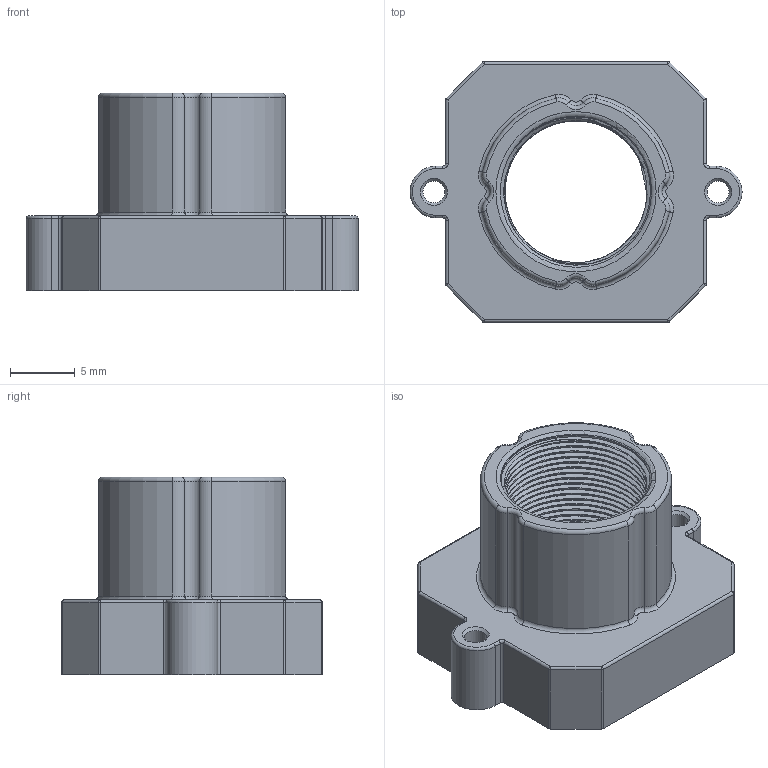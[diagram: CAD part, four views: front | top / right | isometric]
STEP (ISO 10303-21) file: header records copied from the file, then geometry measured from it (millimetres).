
FILE_DESCRIPTION(/* description */ (''),/* implementation_level */ '2;1');
FILE_NAME(/* name */ 'lensholder_22mm.step',/* time_stamp */ '2016-12-09T15:37:45+01:00',/* author */ ('emilf'),/* organization */ (''),/* preprocessor_version */ 'ST-DEVELOPER v16.1',/* originating_system */ 'Autodesk Inventor 2016',/* authorisation */ '');
FILE_SCHEMA (('AUTOMOTIVE_DESIGN { 1 0 10303 214 3 1 1 }'));
Length unit declared in the file: millimetre
Products named in the file (1): lens_holder_1
Bounding box: 25.7 x 20.2 x 15.3 mm (x, y, z)
Volume: 1403.7 mm3; surface area: 2532.6 mm2
Topology: 1 solids, 1 shells, 139 faces, 332 edges, 198 vertices
Faces by surface type: cylinder 48, torus 39, plane 35, sphere 8, cone 6, bspline 3
Full cylindrical faces by diameter (mm): 1.7 x2
Entity records: 7589 total; most frequent: CARTESIAN_POINT 4338, DIRECTION 747, ORIENTED_EDGE 632, EDGE_CURVE 316, AXIS2_PLACEMENT_3D 306, VERTEX_POINT 191, CIRCLE 171, EDGE_LOOP 153
